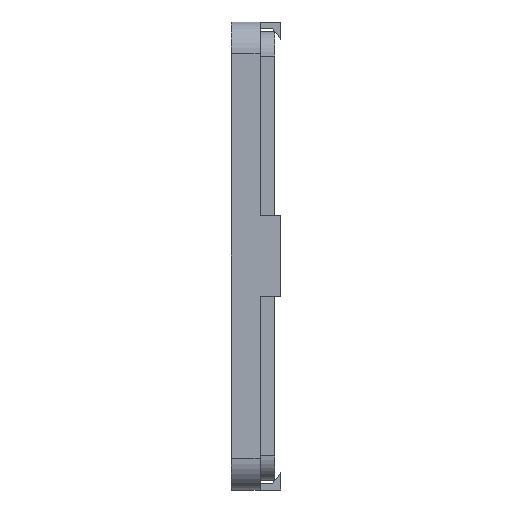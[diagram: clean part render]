
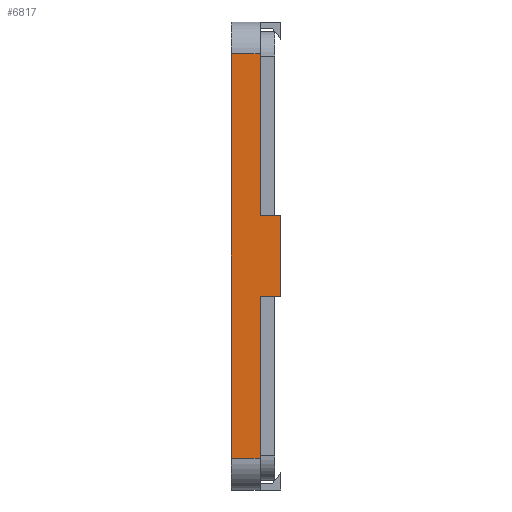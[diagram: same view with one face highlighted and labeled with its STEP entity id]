
A CAD part, left-side view. The second image highlights one B-rep face of the part: STEP entity #6817.
In plain terms, the highlighted planar face has unit normal (-1, 0, 0).
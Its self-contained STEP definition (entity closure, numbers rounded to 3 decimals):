
#131 = VERTEX_POINT ( 'NONE', #13085 ) ;
#642 = FACE_OUTER_BOUND ( 'NONE', #6848, .T. ) ;
#670 = CARTESIAN_POINT ( 'NONE',  ( -48.15, 0., -41.65 ) ) ;
#1180 = CARTESIAN_POINT ( 'NONE',  ( -48.15, 0., 8.4 ) ) ;
#1340 = CARTESIAN_POINT ( 'NONE',  ( -48.15, -4.2, -8.4 ) ) ;
#1375 = LINE ( 'NONE', #11797, #12176 ) ;
#1715 = EDGE_CURVE ( 'NONE', #3661, #10494, #2704, .T. ) ;
#2262 = CARTESIAN_POINT ( 'NONE',  ( -48.15, -4.2, -8.4 ) ) ;
#2396 = LINE ( 'NONE', #4637, #10422 ) ;
#2397 = DIRECTION ( 'NONE',  ( 0., 0., 1. ) ) ;
#2438 = EDGE_CURVE ( 'NONE', #9319, #131, #1375, .T. ) ;
#2704 = LINE ( 'NONE', #670, #8296 ) ;
#2842 = CARTESIAN_POINT ( 'NONE',  ( -48.15, 5.9, -41.65 ) ) ;
#2927 = DIRECTION ( 'NONE',  ( 1., 0., 0. ) ) ;
#3597 = VECTOR ( 'NONE', #13245, 1000. ) ;
#3650 = AXIS2_PLACEMENT_3D ( 'NONE', #9214, #2927, #10251 ) ;
#3661 = VERTEX_POINT ( 'NONE', #6879 ) ;
#3906 = VECTOR ( 'NONE', #10822, 1000. ) ;
#3914 = VERTEX_POINT ( 'NONE', #8337 ) ;
#4162 = CARTESIAN_POINT ( 'NONE',  ( -48.15, 0., 41.65 ) ) ;
#4218 = ORIENTED_EDGE ( 'NONE', *, *, #8271, .F. ) ;
#4375 = ORIENTED_EDGE ( 'NONE', *, *, #7289, .T. ) ;
#4476 = ORIENTED_EDGE ( 'NONE', *, *, #9072, .T. ) ;
#4487 = DIRECTION ( 'NONE',  ( 0., -1., 0. ) ) ;
#4510 = ORIENTED_EDGE ( 'NONE', *, *, #9212, .F. ) ;
#4560 = CARTESIAN_POINT ( 'NONE',  ( -48.15, 5.9, -41.65 ) ) ;
#4637 = CARTESIAN_POINT ( 'NONE',  ( -48.15, 0., -8.4 ) ) ;
#5341 = ORIENTED_EDGE ( 'NONE', *, *, #9987, .F. ) ;
#6281 = CARTESIAN_POINT ( 'NONE',  ( -48.15, 5.9, 41.65 ) ) ;
#6364 = LINE ( 'NONE', #4560, #3906 ) ;
#6390 = LINE ( 'NONE', #12186, #3597 ) ;
#6801 = CARTESIAN_POINT ( 'NONE',  ( -48.15, 5.9, 41.65 ) ) ;
#6817 = ADVANCED_FACE ( 'NONE', ( #642 ), #7078, .F. ) ;
#6841 = LINE ( 'NONE', #1340, #11722 ) ;
#6848 = EDGE_LOOP ( 'NONE', ( #4375, #9477, #4476, #5341, #7511, #4510, #4218, #12972 ) ) ;
#6879 = CARTESIAN_POINT ( 'NONE',  ( -48.15, 0., 8.4 ) ) ;
#7078 = PLANE ( 'NONE',  #3650 ) ;
#7289 = EDGE_CURVE ( 'NONE', #131, #3914, #6390, .T. ) ;
#7511 = ORIENTED_EDGE ( 'NONE', *, *, #1715, .T. ) ;
#7810 = DIRECTION ( 'NONE',  ( 0., -1., 0. ) ) ;
#8009 = DIRECTION ( 'NONE',  ( 0., 0., 1. ) ) ;
#8271 = EDGE_CURVE ( 'NONE', #9319, #13272, #6364, .T. ) ;
#8296 = VECTOR ( 'NONE', #8009, 1000. ) ;
#8337 = CARTESIAN_POINT ( 'NONE',  ( -48.15, 0., -8.4 ) ) ;
#9072 = EDGE_CURVE ( 'NONE', #12748, #10176, #6841, .T. ) ;
#9157 = EDGE_CURVE ( 'NONE', #3914, #12748, #2396, .T. ) ;
#9212 = EDGE_CURVE ( 'NONE', #13272, #10494, #12849, .T. ) ;
#9214 = CARTESIAN_POINT ( 'NONE',  ( -48.15, 5.9, -41.65 ) ) ;
#9319 = VERTEX_POINT ( 'NONE', #2842 ) ;
#9477 = ORIENTED_EDGE ( 'NONE', *, *, #9157, .T. ) ;
#9952 = DIRECTION ( 'NONE',  ( 0., -1., 0. ) ) ;
#9972 = CARTESIAN_POINT ( 'NONE',  ( -48.15, -4.2, 8.4 ) ) ;
#9987 = EDGE_CURVE ( 'NONE', #3661, #10176, #10237, .T. ) ;
#10176 = VERTEX_POINT ( 'NONE', #9972 ) ;
#10237 = LINE ( 'NONE', #1180, #12663 ) ;
#10251 = DIRECTION ( 'NONE',  ( 0., 0., -1. ) ) ;
#10422 = VECTOR ( 'NONE', #7810, 1000. ) ;
#10494 = VERTEX_POINT ( 'NONE', #4162 ) ;
#10822 = DIRECTION ( 'NONE',  ( 0., 0., 1. ) ) ;
#11722 = VECTOR ( 'NONE', #2397, 1000. ) ;
#11797 = CARTESIAN_POINT ( 'NONE',  ( -48.15, 5.9, -41.65 ) ) ;
#12176 = VECTOR ( 'NONE', #4487, 1000. ) ;
#12186 = CARTESIAN_POINT ( 'NONE',  ( -48.15, 0., -41.65 ) ) ;
#12523 = VECTOR ( 'NONE', #9952, 1000. ) ;
#12643 = DIRECTION ( 'NONE',  ( 0., -1., 0. ) ) ;
#12663 = VECTOR ( 'NONE', #12643, 1000. ) ;
#12748 = VERTEX_POINT ( 'NONE', #2262 ) ;
#12849 = LINE ( 'NONE', #6801, #12523 ) ;
#12972 = ORIENTED_EDGE ( 'NONE', *, *, #2438, .T. ) ;
#13085 = CARTESIAN_POINT ( 'NONE',  ( -48.15, 0., -41.65 ) ) ;
#13245 = DIRECTION ( 'NONE',  ( 0., 0., 1. ) ) ;
#13272 = VERTEX_POINT ( 'NONE', #6281 ) ;
